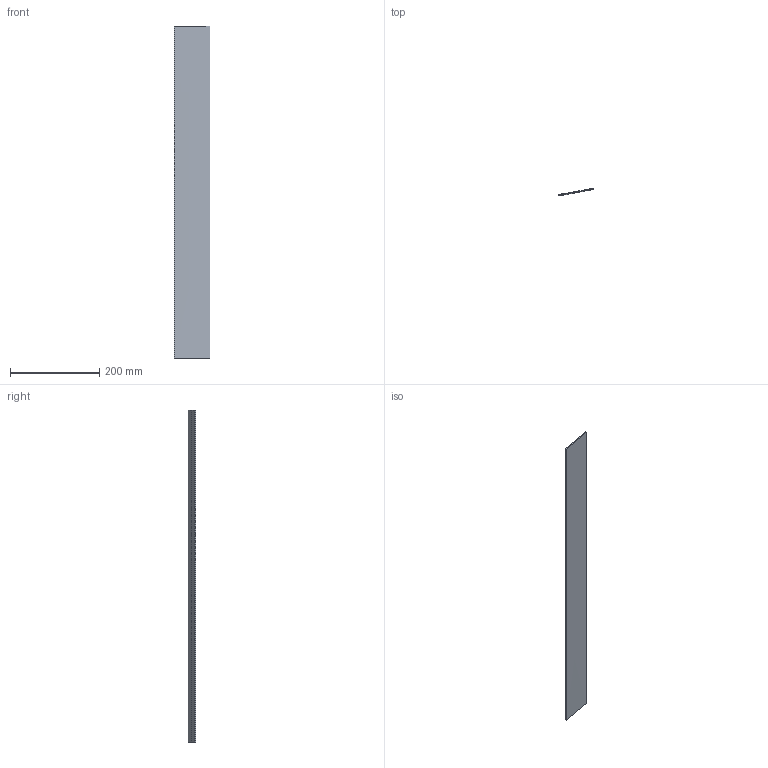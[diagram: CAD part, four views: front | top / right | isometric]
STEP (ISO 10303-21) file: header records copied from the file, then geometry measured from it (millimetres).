
FILE_DESCRIPTION(('CATIA V5 STEP','CAx-IF Rec.Pracs.--- Model Styling and Organization---1.5--- 2016-08-15','CAx-IF Rec.Pracs.---Supplemental Geometry---1.0---2011-11-01','CAx-IF Rec.Pracs.--- Composite Materials ---3.4---2017-06-13','CAx-IF Rec.Pracs.---External References---2.1---2005-01-19','CAx-IF Rec.Pracs.---Tessellated 3D Geometry---1.0---2015-12-17'),'2;1');
FILE_NAME('Symmetry of W47_Skin_Rear1_Top_Balsa_2mm.stp','2023-07-10T23:59:32+00:00',('none'),('none'),'CATIA Version 5-6 Release 2020 SP6','CATIA V5 STEP AP242 v2','none');
FILE_SCHEMA(('AP242_MANAGED_MODEL_BASED_3D_ENGINEERING_MIM_LF {1 0 10303 442 1 1 4}'));
Length unit declared in the file: millimetre
Products named in the file (1): Symmetry of W47_Skin_Rear1_Top_Balsa_2mm
Bounding box: 78.99 x 16.54 x 742 mm (x, y, z)
Volume: 118688 mm3; surface area: 121959 mm2
Topology: 1 solids, 1 shells, 8 faces, 18 edges, 12 vertices
Faces by surface type: plane 5, extrusion 3
Entity records: 276 total; most frequent: CARTESIAN_POINT 84, ORIENTED_EDGE 36, DIRECTION 25, EDGE_CURVE 18, VECTOR 15, LINE 12, VERTEX_POINT 12, B_SPLINE_CURVE_WITH_KNOTS 9
